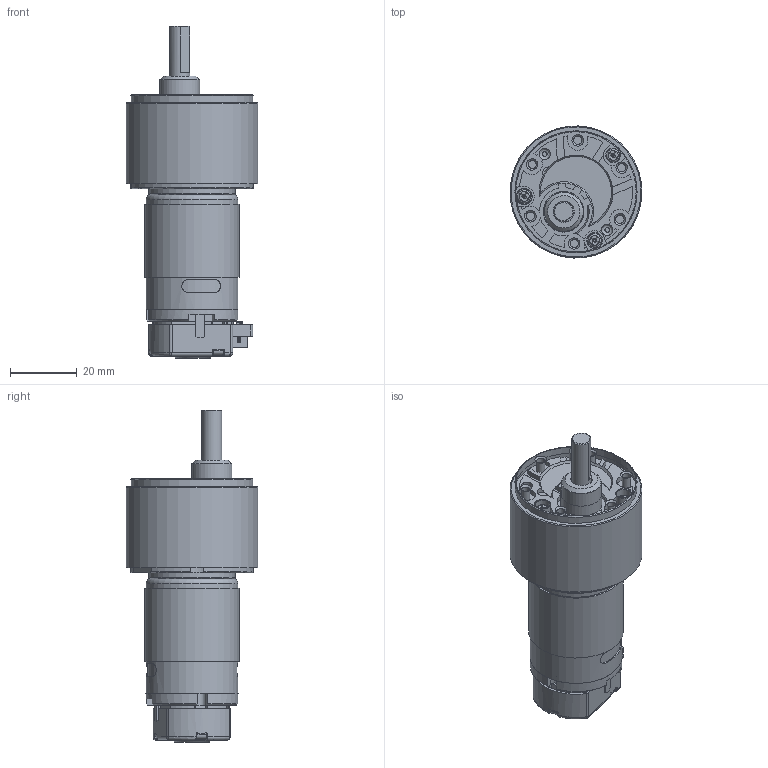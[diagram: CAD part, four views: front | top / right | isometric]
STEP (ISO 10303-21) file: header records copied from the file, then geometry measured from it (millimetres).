
FILE_DESCRIPTION(/* description */ (''),/* implementation_level */ '2;1');
FILE_NAME(/* name */ 'RH158-2S_Rt200-250',/* time_stamp */ '2022-11-27T14:31:23+01:00',/* author */ (''),/* organization */ (''),/* preprocessor_version */ 'ST-DEVELOPER v11',/* originating_system */ 'UGS - NX 5.0',/* authorisation */ '');
FILE_SCHEMA (('AUTOMOTIVE_DESIGN { 1 0 10303 214 1 1 1 1 }'));
Length unit declared in the file: millimetre
Products named in the file (1): Luig3FB209zw
Bounding box: 39.58 x 39.58 x 99.55 mm (x, y, z)
Volume: 18961.9 mm3; surface area: 32516.1 mm2
Topology: 19 solids, 19 shells, 1554 faces, 3606 edges, 2362 vertices
Faces by surface type: plane 969, cylinder 489, cone 49, torus 29, revolution 12, sphere 4, bspline 2
Full cylindrical faces by diameter (mm): 0.6 x6, 0.7 x4, 1.6 x3, 1.75 x3, 1.8 x2, 2 x5, 2.3 x5, 2.4 x3, 2.5 x5, 3 x3, 3.4 x2, 3.5 x3, 3.6 x1, 4 x6, 4.4 x1, 4.5 x2, 6 x3, 9.2 x1, 10 x3, 10.02 x1, 10.5 x1, 12 x1, 12.2 x1, 20 x1, 24 x1, 25.7 x1, 26.7 x1, 26.8 x1, 27.5 x1, 36.6 x1
Entity records: 45019 total; most frequent: CARTESIAN_POINT 8164, DIRECTION 8076, ORIENTED_EDGE 6910, EDGE_CURVE 3455, AXIS2_PLACEMENT_3D 3166, VERTEX_POINT 2324, EDGE_LOOP 2049, LINE 1732
